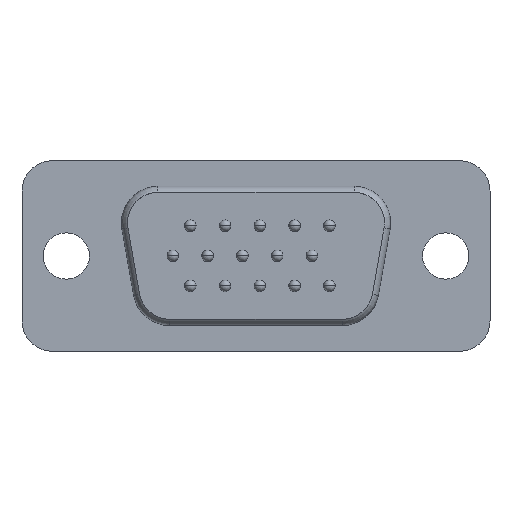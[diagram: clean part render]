
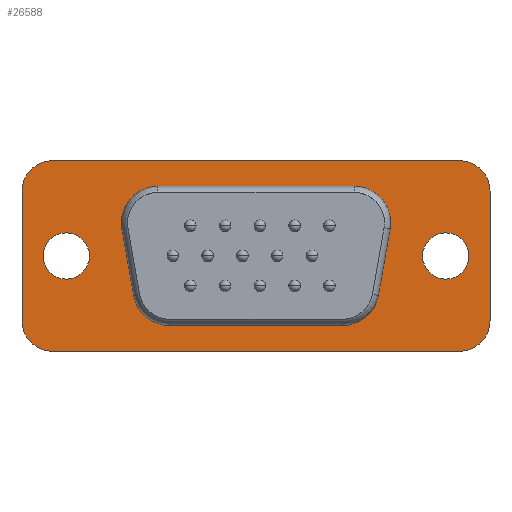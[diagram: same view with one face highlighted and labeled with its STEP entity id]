
A CAD part, top view. The second image highlights one B-rep face of the part: STEP entity #26588.
In plain terms, the highlighted planar face has unit normal (0, 0, 1).
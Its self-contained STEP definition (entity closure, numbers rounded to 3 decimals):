
#25523=DIRECTION('',(1.,0.,0.));
#25524=VECTOR('',#25523,26.81);
#25525=CARTESIAN_POINT('',(-13.405,-6.275,0.4));
#25526=LINE('',#25525,#25524);
#25531=DIRECTION('',(0.,-1.,0.));
#25532=VECTOR('',#25531,8.55);
#25533=CARTESIAN_POINT('',(-15.405,4.275,0.4));
#25534=LINE('',#25533,#25532);
#25547=DIRECTION('',(-1.,0.,0.));
#25548=VECTOR('',#25547,26.81);
#25549=CARTESIAN_POINT('',(13.405,6.275,0.4));
#25550=LINE('',#25549,#25548);
#25567=DIRECTION('',(0.,1.,0.));
#25568=VECTOR('',#25567,8.55);
#25569=CARTESIAN_POINT('',(15.405,-4.275,0.4));
#25570=LINE('',#25569,#25568);
#25579=CARTESIAN_POINT('',(13.405,-4.275,0.4));
#25580=DIRECTION('',(0.,0.,-1.));
#25581=DIRECTION('',(1.,0.,0.));
#25582=AXIS2_PLACEMENT_3D('',#25579,#25580,#25581);
#25584=CARTESIAN_POINT('',(-13.405,-4.275,0.4));
#25585=DIRECTION('',(0.,0.,-1.));
#25586=DIRECTION('',(0.,-1.,0.));
#25587=AXIS2_PLACEMENT_3D('',#25584,#25585,#25586);
#25589=CARTESIAN_POINT('',(-13.405,4.275,0.4));
#25590=DIRECTION('',(0.,0.,-1.));
#25591=DIRECTION('',(-1.,0.,0.));
#25592=AXIS2_PLACEMENT_3D('',#25589,#25590,#25591);
#25594=CARTESIAN_POINT('',(13.405,4.275,0.4));
#25595=DIRECTION('',(0.,0.,-1.));
#25596=DIRECTION('',(0.,1.,0.));
#25597=AXIS2_PLACEMENT_3D('',#25594,#25595,#25596);
#25599=CARTESIAN_POINT('',(-12.495,0.,0.4));
#25600=DIRECTION('',(0.,0.,1.));
#25601=DIRECTION('',(-1.,0.,0.));
#25602=AXIS2_PLACEMENT_3D('',#25599,#25600,#25601);
#25604=CARTESIAN_POINT('',(-12.495,0.,0.4));
#25605=DIRECTION('',(0.,0.,1.));
#25606=DIRECTION('',(1.,0.,0.));
#25607=AXIS2_PLACEMENT_3D('',#25604,#25605,#25606);
#25609=CARTESIAN_POINT('',(12.495,0.,0.4));
#25610=DIRECTION('',(0.,0.,1.));
#25611=DIRECTION('',(-1.,0.,0.));
#25612=AXIS2_PLACEMENT_3D('',#25609,#25610,#25611);
#25614=CARTESIAN_POINT('',(12.495,0.,0.4));
#25615=DIRECTION('',(0.,0.,1.));
#25616=DIRECTION('',(1.,0.,0.));
#25617=AXIS2_PLACEMENT_3D('',#25614,#25615,#25616);
#25619=DIRECTION('',(-1.,0.,0.));
#25620=VECTOR('',#25619,12.92);
#25621=CARTESIAN_POINT('',(6.46,4.58,0.4));
#25622=LINE('',#25621,#25620);
#25623=CARTESIAN_POINT('',(-6.46,2.18,0.4));
#25624=DIRECTION('',(0.,0.,1.));
#25625=DIRECTION('',(0.,1.,0.));
#25626=AXIS2_PLACEMENT_3D('',#25623,#25624,#25625);
#25628=DIRECTION('',(0.174,-0.985,0.));
#25629=VECTOR('',#25628,4.427);
#25630=CARTESIAN_POINT('',(-8.824,1.763,0.4));
#25631=LINE('',#25630,#25629);
#25632=CARTESIAN_POINT('',(-5.691,-2.18,0.4));
#25633=DIRECTION('',(0.,0.,1.));
#25634=DIRECTION('',(-0.985,-0.174,0.));
#25635=AXIS2_PLACEMENT_3D('',#25632,#25633,#25634);
#25637=CARTESIAN_POINT('',(5.691,-2.18,0.4));
#25638=DIRECTION('',(0.,0.,1.));
#25639=DIRECTION('',(0.,-1.,0.));
#25640=AXIS2_PLACEMENT_3D('',#25637,#25638,#25639);
#25642=DIRECTION('',(0.174,0.985,0.));
#25643=VECTOR('',#25642,4.427);
#25644=CARTESIAN_POINT('',(8.055,-2.597,0.4));
#25645=LINE('',#25644,#25643);
#25646=CARTESIAN_POINT('',(6.46,2.18,0.4));
#25647=DIRECTION('',(0.,0.,1.));
#25648=DIRECTION('',(0.985,-0.174,0.));
#25649=AXIS2_PLACEMENT_3D('',#25646,#25647,#25648);
#25651=CARTESIAN_POINT('',(6.46,2.18,0.4));
#25652=DIRECTION('',(0.,0.,1.));
#25653=DIRECTION('',(1.,0.,0.));
#25654=AXIS2_PLACEMENT_3D('',#25651,#25652,#25653);
#25719=DIRECTION('',(-1.,0.,0.));
#25720=VECTOR('',#25719,11.382);
#25721=CARTESIAN_POINT('',(5.691,-4.58,0.4));
#25722=LINE('',#25721,#25720);
#26259=CARTESIAN_POINT('',(6.46,4.58,0.4));
#26260=VERTEX_POINT('',#26259);
#26285=CARTESIAN_POINT('',(8.824,1.763,0.4));
#26286=VERTEX_POINT('',#26285);
#26289=CARTESIAN_POINT('',(-6.46,4.58,0.4));
#26290=VERTEX_POINT('',#26289);
#26291=CARTESIAN_POINT('',(-8.824,1.763,0.4));
#26292=VERTEX_POINT('',#26291);
#26293=CARTESIAN_POINT('',(-8.055,-2.597,0.4));
#26294=VERTEX_POINT('',#26293);
#26295=CARTESIAN_POINT('',(-5.691,-4.58,0.4));
#26296=VERTEX_POINT('',#26295);
#26297=CARTESIAN_POINT('',(5.691,-4.58,0.4));
#26298=VERTEX_POINT('',#26297);
#26299=CARTESIAN_POINT('',(8.055,-2.597,0.4));
#26300=VERTEX_POINT('',#26299);
#26301=CARTESIAN_POINT('',(8.86,2.18,0.4));
#26302=VERTEX_POINT('',#26301);
#26303=CARTESIAN_POINT('',(-14.02,0.,0.4));
#26304=CARTESIAN_POINT('',(-10.97,0.,0.4));
#26305=VERTEX_POINT('',#26303);
#26306=VERTEX_POINT('',#26304);
#26307=CARTESIAN_POINT('',(10.97,0.,0.4));
#26308=CARTESIAN_POINT('',(14.02,0.,0.4));
#26309=VERTEX_POINT('',#26307);
#26310=VERTEX_POINT('',#26308);
#26311=CARTESIAN_POINT('',(15.405,-4.275,0.4));
#26312=CARTESIAN_POINT('',(13.405,-6.275,0.4));
#26313=VERTEX_POINT('',#26311);
#26314=VERTEX_POINT('',#26312);
#26315=CARTESIAN_POINT('',(-13.405,-6.275,0.4));
#26316=VERTEX_POINT('',#26315);
#26317=CARTESIAN_POINT('',(-15.405,-4.275,0.4));
#26318=VERTEX_POINT('',#26317);
#26319=CARTESIAN_POINT('',(-15.405,4.275,0.4));
#26320=VERTEX_POINT('',#26319);
#26321=CARTESIAN_POINT('',(-13.405,6.275,0.4));
#26322=VERTEX_POINT('',#26321);
#26323=CARTESIAN_POINT('',(13.405,6.275,0.4));
#26324=VERTEX_POINT('',#26323);
#26325=CARTESIAN_POINT('',(15.405,4.275,0.4));
#26326=VERTEX_POINT('',#26325);
#26541=CARTESIAN_POINT('',(0.,0.,0.4));
#26542=DIRECTION('',(0.,0.,1.));
#26543=DIRECTION('',(1.,0.,0.));
#26544=AXIS2_PLACEMENT_3D('',#26541,#26542,#26543);
#26545=PLANE('',#26544);
#26546=ORIENTED_EDGE('',*,*,#26437,.T.);
#26547=ORIENTED_EDGE('',*,*,#26453,.F.);
#26548=ORIENTED_EDGE('',*,*,#26466,.T.);
#26549=ORIENTED_EDGE('',*,*,#26479,.F.);
#26550=ORIENTED_EDGE('',*,*,#26494,.T.);
#26551=ORIENTED_EDGE('',*,*,#26507,.F.);
#26552=ORIENTED_EDGE('',*,*,#26522,.T.);
#26553=ORIENTED_EDGE('',*,*,#26534,.F.);
#26554=EDGE_LOOP('',(#26546,#26547,#26548,#26549,#26550,#26551,#26552,#26553));
#26555=FACE_OUTER_BOUND('',#26554,.F.);
#26557=ORIENTED_EDGE('',*,*,#26556,.T.);
#26559=ORIENTED_EDGE('',*,*,#26558,.T.);
#26560=EDGE_LOOP('',(#26557,#26559));
#26561=FACE_BOUND('',#26560,.F.);
#26563=ORIENTED_EDGE('',*,*,#26562,.T.);
#26565=ORIENTED_EDGE('',*,*,#26564,.T.);
#26566=EDGE_LOOP('',(#26563,#26565));
#26567=FACE_BOUND('',#26566,.F.);
#26569=ORIENTED_EDGE('',*,*,#26568,.T.);
#26571=ORIENTED_EDGE('',*,*,#26570,.T.);
#26573=ORIENTED_EDGE('',*,*,#26572,.T.);
#26575=ORIENTED_EDGE('',*,*,#26574,.T.);
#26577=ORIENTED_EDGE('',*,*,#26576,.F.);
#26579=ORIENTED_EDGE('',*,*,#26578,.T.);
#26581=ORIENTED_EDGE('',*,*,#26580,.T.);
#26583=ORIENTED_EDGE('',*,*,#26582,.T.);
#26585=ORIENTED_EDGE('',*,*,#26584,.T.);
#26586=EDGE_LOOP('',(#26569,#26571,#26573,#26575,#26577,#26579,#26581,#26583,
#26585));
#26587=FACE_BOUND('',#26586,.F.);
#26588=ADVANCED_FACE('',(#26555,#26561,#26567,#26587),#26545,.T.);
#25583=CIRCLE('',#25582,2.);
#25588=CIRCLE('',#25587,2.);
#25593=CIRCLE('',#25592,2.);
#25598=CIRCLE('',#25597,2.);
#25603=CIRCLE('',#25602,1.525);
#25608=CIRCLE('',#25607,1.525);
#25613=CIRCLE('',#25612,1.525);
#25618=CIRCLE('',#25617,1.525);
#25627=CIRCLE('',#25626,2.4);
#25636=CIRCLE('',#25635,2.4);
#25641=CIRCLE('',#25640,2.4);
#25650=CIRCLE('',#25649,2.4);
#25655=CIRCLE('',#25654,2.4);
#26437=EDGE_CURVE('',#26313,#26314,#25583,.T.);
#26453=EDGE_CURVE('',#26316,#26314,#25526,.T.);
#26466=EDGE_CURVE('',#26316,#26318,#25588,.T.);
#26479=EDGE_CURVE('',#26320,#26318,#25534,.T.);
#26494=EDGE_CURVE('',#26320,#26322,#25593,.T.);
#26507=EDGE_CURVE('',#26324,#26322,#25550,.T.);
#26522=EDGE_CURVE('',#26324,#26326,#25598,.T.);
#26534=EDGE_CURVE('',#26313,#26326,#25570,.T.);
#26556=EDGE_CURVE('',#26305,#26306,#25603,.T.);
#26558=EDGE_CURVE('',#26306,#26305,#25608,.T.);
#26562=EDGE_CURVE('',#26309,#26310,#25613,.T.);
#26564=EDGE_CURVE('',#26310,#26309,#25618,.T.);
#26568=EDGE_CURVE('',#26260,#26290,#25622,.T.);
#26570=EDGE_CURVE('',#26290,#26292,#25627,.T.);
#26572=EDGE_CURVE('',#26292,#26294,#25631,.T.);
#26574=EDGE_CURVE('',#26294,#26296,#25636,.T.);
#26576=EDGE_CURVE('',#26298,#26296,#25722,.T.);
#26578=EDGE_CURVE('',#26298,#26300,#25641,.T.);
#26580=EDGE_CURVE('',#26300,#26286,#25645,.T.);
#26582=EDGE_CURVE('',#26286,#26302,#25650,.T.);
#26584=EDGE_CURVE('',#26302,#26260,#25655,.T.);
